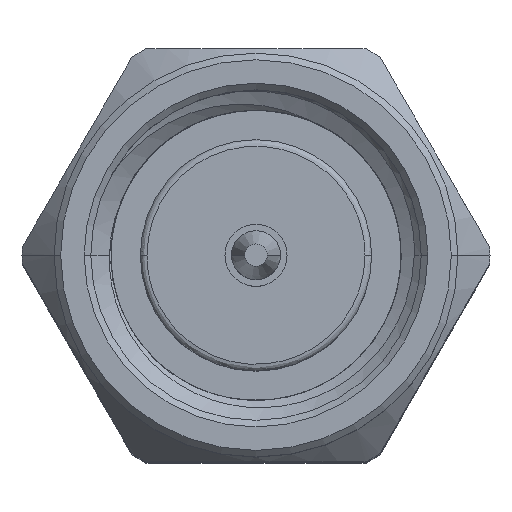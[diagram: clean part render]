
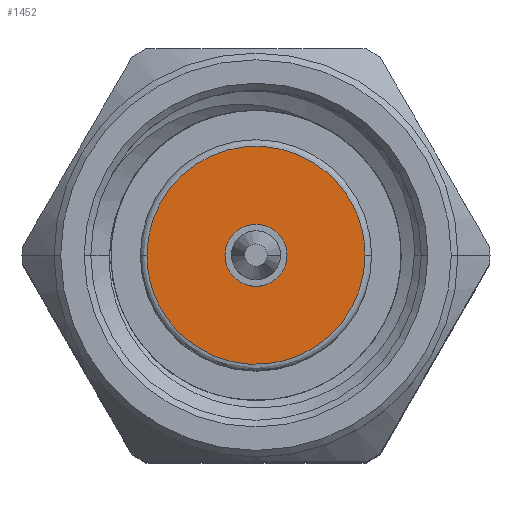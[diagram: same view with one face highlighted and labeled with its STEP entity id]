
A CAD part, top view. The second image highlights one B-rep face of the part: STEP entity #1452.
In plain terms, the highlighted planar face has unit normal (0, 0, 1).
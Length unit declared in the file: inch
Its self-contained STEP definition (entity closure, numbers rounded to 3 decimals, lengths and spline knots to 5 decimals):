
#136 = PLANE ( 'NONE',  #3444 ) ;
#266 = ORIENTED_EDGE ( 'NONE', *, *, #1930, .F. ) ;
#606 = CARTESIAN_POINT ( 'NONE',  ( 0.0825, 0., 0.295 ) ) ;
#851 = FACE_OUTER_BOUND ( 'NONE', #1117, .T. ) ;
#899 = CARTESIAN_POINT ( 'NONE',  ( 0.0825, -0.165, 0.295 ) ) ;
#1117 = EDGE_LOOP ( 'NONE', ( #3940, #266 ) ) ;
#1339 = EDGE_CURVE ( 'NONE', #1890, #6724, #3604, .T. ) ;
#1364 = CARTESIAN_POINT ( 'NONE',  ( 0.0825, 0., 0.295 ) ) ;
#1452 = ADVANCED_FACE ( 'NONE', ( #3030, #851 ), #136, .F. ) ;
#1616 = AXIS2_PLACEMENT_3D ( 'NONE', #4088, #2381, #6249 ) ;
#1865 = DIRECTION ( 'NONE',  ( 0., 0., -1. ) ) ;
#1890 = VERTEX_POINT ( 'NONE', #3650 ) ;
#1930 = EDGE_CURVE ( 'NONE', #5696, #3537, #4102, .T. ) ;
#2040 = CARTESIAN_POINT ( 'NONE',  ( -0.0825, 0., 0.295 ) ) ;
#2314 = ORIENTED_EDGE ( 'NONE', *, *, #1339, .F. ) ;
#2381 = DIRECTION ( 'NONE',  ( 0., 0., 1. ) ) ;
#2403 = CIRCLE ( 'NONE', #1616, 0.0235 ) ;
#2492 = CARTESIAN_POINT ( 'NONE',  ( -0.0825, 0., 0.295 ) ) ;
#2857 = CARTESIAN_POINT ( 'NONE',  ( -0.0825, 0.165, 0.295 ) ) ;
#2871 = EDGE_CURVE ( 'NONE', #6724, #1890, #2403, .T. ) ;
#2875 = DIRECTION ( 'NONE',  ( -1., 0., 0. ) ) ;
#2900 = EDGE_LOOP ( 'NONE', ( #2314, #5723 ) ) ;
#3030 = FACE_BOUND ( 'NONE', #2900, .T. ) ;
#3032 = CARTESIAN_POINT ( 'NONE',  ( -0.0825, -0.165, 0.295 ) ) ;
#3297 = EDGE_CURVE ( 'NONE', #3537, #5696, #7097, .T. ) ;
#3444 = AXIS2_PLACEMENT_3D ( 'NONE', #5685, #1865, #4650 ) ;
#3486 = CARTESIAN_POINT ( 'NONE',  ( 0., 0., 0.295 ) ) ;
#3537 = VERTEX_POINT ( 'NONE', #2492 ) ;
#3604 = CIRCLE ( 'NONE', #6885, 0.0235 ) ;
#3650 = CARTESIAN_POINT ( 'NONE',  ( -0.0235, 0., 0.295 ) ) ;
#3940 = ORIENTED_EDGE ( 'NONE', *, *, #3297, .F. ) ;
#4088 = CARTESIAN_POINT ( 'NONE',  ( 0., 0., 0.295 ) ) ;
#4102 =( BOUNDED_CURVE ( )  B_SPLINE_CURVE ( 3, ( #6970, #899, #3032, #2040 ),
 .UNSPECIFIED., .F., .F. ) 
 B_SPLINE_CURVE_WITH_KNOTS ( ( 4, 4 ),
 ( 0., 1. ),
 .UNSPECIFIED. ) 
 CURVE ( )  GEOMETRIC_REPRESENTATION_ITEM ( )  RATIONAL_B_SPLINE_CURVE ( ( 1., 0.333, 0.333, 1. ) ) 
 REPRESENTATION_ITEM ( '' )  );
#4105 = CARTESIAN_POINT ( 'NONE',  ( 0.0825, 0.165, 0.295 ) ) ;
#4111 = CARTESIAN_POINT ( 'NONE',  ( 0.0235, 0., 0.295 ) ) ;
#4127 = CARTESIAN_POINT ( 'NONE',  ( -0.0825, 0., 0.295 ) ) ;
#4650 = DIRECTION ( 'NONE',  ( -1., 0., 0. ) ) ;
#5685 = CARTESIAN_POINT ( 'NONE',  ( 0., 0., 0.295 ) ) ;
#5696 = VERTEX_POINT ( 'NONE', #606 ) ;
#5723 = ORIENTED_EDGE ( 'NONE', *, *, #2871, .F. ) ;
#6249 = DIRECTION ( 'NONE',  ( -1., 0., 0. ) ) ;
#6724 = VERTEX_POINT ( 'NONE', #4111 ) ;
#6753 = DIRECTION ( 'NONE',  ( 0., 0., 1. ) ) ;
#6885 = AXIS2_PLACEMENT_3D ( 'NONE', #3486, #6753, #2875 ) ;
#6970 = CARTESIAN_POINT ( 'NONE',  ( 0.0825, 0., 0.295 ) ) ;
#7097 =( BOUNDED_CURVE ( )  B_SPLINE_CURVE ( 3, ( #4127, #2857, #4105, #1364 ),
 .UNSPECIFIED., .F., .T. ) 
 B_SPLINE_CURVE_WITH_KNOTS ( ( 4, 4 ),
 ( 0., 1. ),
 .UNSPECIFIED. ) 
 CURVE ( )  GEOMETRIC_REPRESENTATION_ITEM ( )  RATIONAL_B_SPLINE_CURVE ( ( 1., 0.333, 0.333, 1. ) ) 
 REPRESENTATION_ITEM ( '' )  );
